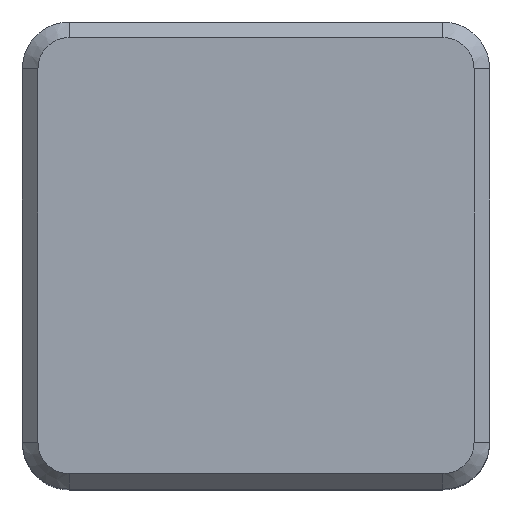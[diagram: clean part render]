
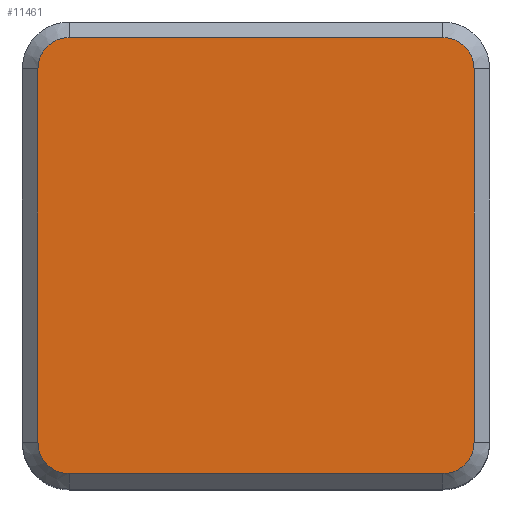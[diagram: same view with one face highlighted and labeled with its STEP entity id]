
A CAD part, top view. The second image highlights one B-rep face of the part: STEP entity #11461.
In plain terms, the highlighted planar face has unit normal (0, 0, 1).
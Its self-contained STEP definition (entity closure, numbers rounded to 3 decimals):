
#134 = LINE ( 'NONE', #1520, #9113 ) ;
#310 = EDGE_CURVE ( 'NONE', #9621, #10120, #134, .T. ) ;
#498 = DIRECTION ( 'NONE',  ( 0., 0., 1. ) ) ;
#1027 = CIRCLE ( 'NONE', #8513, 1. ) ;
#1081 = VERTEX_POINT ( 'NONE', #9307 ) ;
#1520 = CARTESIAN_POINT ( 'NONE',  ( -6., 7., 7.25 ) ) ;
#1579 = ORIENTED_EDGE ( 'NONE', *, *, #5157, .T. ) ;
#1674 = CARTESIAN_POINT ( 'NONE',  ( 6., 6., 7.25 ) ) ;
#1879 = EDGE_CURVE ( 'NONE', #10120, #2388, #3223, .T. ) ;
#2134 = CARTESIAN_POINT ( 'NONE',  ( -7., -6., 7.25 ) ) ;
#2294 = LINE ( 'NONE', #12969, #2637 ) ;
#2302 = VERTEX_POINT ( 'NONE', #9632 ) ;
#2388 = VERTEX_POINT ( 'NONE', #7442 ) ;
#2637 = VECTOR ( 'NONE', #8695, 1000. ) ;
#2698 = DIRECTION ( 'NONE',  ( 1., 0., 0. ) ) ;
#2719 = DIRECTION ( 'NONE',  ( 1., 0., 0. ) ) ;
#3223 = CIRCLE ( 'NONE', #8746, 1. ) ;
#3366 = DIRECTION ( 'NONE',  ( 1., 0., 0. ) ) ;
#4291 = CARTESIAN_POINT ( 'NONE',  ( 6., 7., 7.25 ) ) ;
#4645 = DIRECTION ( 'NONE',  ( -1., 0., 0. ) ) ;
#4667 = CARTESIAN_POINT ( 'NONE',  ( 6., -7., 7.25 ) ) ;
#4844 = DIRECTION ( 'NONE',  ( 1., 0., 0. ) ) ;
#4987 = CARTESIAN_POINT ( 'NONE',  ( -7., -6., 7.25 ) ) ;
#5029 = LINE ( 'NONE', #4987, #8205 ) ;
#5051 = VERTEX_POINT ( 'NONE', #8954 ) ;
#5157 = EDGE_CURVE ( 'NONE', #13085, #5051, #1027, .T. ) ;
#5184 = LINE ( 'NONE', #12448, #9058 ) ;
#6015 = DIRECTION ( 'NONE',  ( 0., -1., 0. ) ) ;
#6105 = PLANE ( 'NONE',  #9411 ) ;
#6361 = VERTEX_POINT ( 'NONE', #2134 ) ;
#6528 = CARTESIAN_POINT ( 'NONE',  ( -6., 6., 7.25 ) ) ;
#6537 = FACE_OUTER_BOUND ( 'NONE', #7169, .T. ) ;
#7044 = CIRCLE ( 'NONE', #13523, 1. ) ;
#7064 = DIRECTION ( 'NONE',  ( 0., 0., 1. ) ) ;
#7169 = EDGE_LOOP ( 'NONE', ( #12043, #11524, #13421, #8610, #1579, #8216, #13670, #10472 ) ) ;
#7232 = CIRCLE ( 'NONE', #13559, 1. ) ;
#7442 = CARTESIAN_POINT ( 'NONE',  ( -7., 6., 7.25 ) ) ;
#7618 = DIRECTION ( 'NONE',  ( 0., 0., 1. ) ) ;
#7909 = CARTESIAN_POINT ( 'NONE',  ( -6., -6., 7.25 ) ) ;
#8138 = DIRECTION ( 'NONE',  ( 1., 0., 0. ) ) ;
#8205 = VECTOR ( 'NONE', #6015, 1000. ) ;
#8216 = ORIENTED_EDGE ( 'NONE', *, *, #8233, .T. ) ;
#8233 = EDGE_CURVE ( 'NONE', #5051, #2302, #2294, .T. ) ;
#8513 = AXIS2_PLACEMENT_3D ( 'NONE', #13369, #13414, #2719 ) ;
#8610 = ORIENTED_EDGE ( 'NONE', *, *, #11439, .T. ) ;
#8695 = DIRECTION ( 'NONE',  ( 0., 1., 0. ) ) ;
#8746 = AXIS2_PLACEMENT_3D ( 'NONE', #6528, #7618, #3366 ) ;
#8954 = CARTESIAN_POINT ( 'NONE',  ( 7., -6., 7.25 ) ) ;
#9058 = VECTOR ( 'NONE', #8138, 1000. ) ;
#9069 = DIRECTION ( 'NONE',  ( 0., 0., 1. ) ) ;
#9113 = VECTOR ( 'NONE', #4645, 1000. ) ;
#9289 = CARTESIAN_POINT ( 'NONE',  ( 0., 0., 7.25 ) ) ;
#9307 = CARTESIAN_POINT ( 'NONE',  ( -6., -7., 7.25 ) ) ;
#9411 = AXIS2_PLACEMENT_3D ( 'NONE', #9289, #7064, #10328 ) ;
#9621 = VERTEX_POINT ( 'NONE', #4291 ) ;
#9632 = CARTESIAN_POINT ( 'NONE',  ( 7., 6., 7.25 ) ) ;
#9640 = EDGE_CURVE ( 'NONE', #2302, #9621, #7232, .T. ) ;
#10120 = VERTEX_POINT ( 'NONE', #12808 ) ;
#10328 = DIRECTION ( 'NONE',  ( 1., 0., 0. ) ) ;
#10472 = ORIENTED_EDGE ( 'NONE', *, *, #310, .T. ) ;
#11439 = EDGE_CURVE ( 'NONE', #1081, #13085, #5184, .T. ) ;
#11461 = ADVANCED_FACE ( 'NONE', ( #6537 ), #6105, .T. ) ;
#11524 = ORIENTED_EDGE ( 'NONE', *, *, #13178, .T. ) ;
#12043 = ORIENTED_EDGE ( 'NONE', *, *, #1879, .T. ) ;
#12448 = CARTESIAN_POINT ( 'NONE',  ( 6., -7., 7.25 ) ) ;
#12808 = CARTESIAN_POINT ( 'NONE',  ( -6., 7., 7.25 ) ) ;
#12969 = CARTESIAN_POINT ( 'NONE',  ( 7., 6., 7.25 ) ) ;
#12977 = EDGE_CURVE ( 'NONE', #6361, #1081, #7044, .T. ) ;
#13085 = VERTEX_POINT ( 'NONE', #4667 ) ;
#13178 = EDGE_CURVE ( 'NONE', #2388, #6361, #5029, .T. ) ;
#13369 = CARTESIAN_POINT ( 'NONE',  ( 6., -6., 7.25 ) ) ;
#13414 = DIRECTION ( 'NONE',  ( 0., 0., 1. ) ) ;
#13421 = ORIENTED_EDGE ( 'NONE', *, *, #12977, .T. ) ;
#13523 = AXIS2_PLACEMENT_3D ( 'NONE', #7909, #9069, #2698 ) ;
#13559 = AXIS2_PLACEMENT_3D ( 'NONE', #1674, #498, #4844 ) ;
#13670 = ORIENTED_EDGE ( 'NONE', *, *, #9640, .T. ) ;
